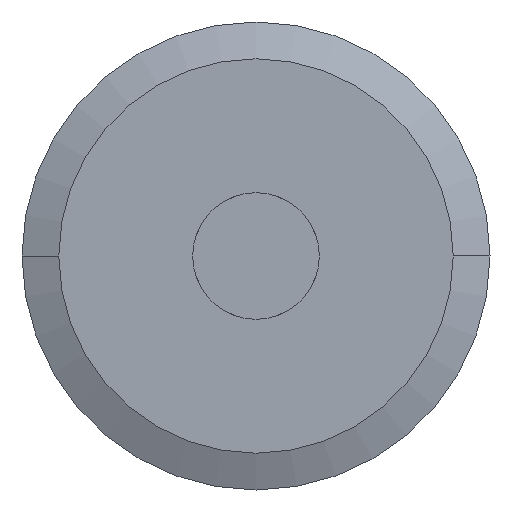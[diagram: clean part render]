
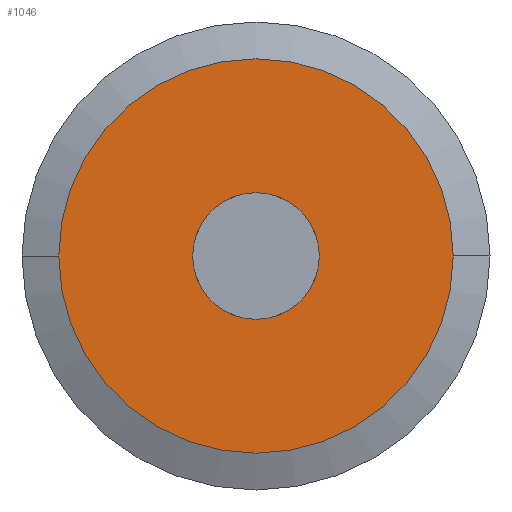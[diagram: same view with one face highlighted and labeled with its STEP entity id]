
A CAD part, front view. The second image highlights one B-rep face of the part: STEP entity #1046.
In plain terms, the highlighted planar face has unit normal (0, -1, 0).
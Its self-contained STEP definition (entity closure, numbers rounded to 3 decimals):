
#33 = ORIENTED_EDGE ( 'NONE', *, *, #1214, .F. ) ;
#45 = AXIS2_PLACEMENT_3D ( 'NONE', #863, #370, #761 ) ;
#58 = VERTEX_POINT ( 'NONE', #871 ) ;
#74 = CARTESIAN_POINT ( 'NONE',  ( -6.698, 3.85, 0. ) ) ;
#84 = PLANE ( 'NONE',  #1005 ) ;
#91 = EDGE_CURVE ( 'NONE', #1153, #58, #1223, .T. ) ;
#101 = EDGE_CURVE ( 'NONE', #925, #517, #666, .T. ) ;
#161 = EDGE_LOOP ( 'NONE', ( #873, #33 ) ) ;
#177 = FACE_OUTER_BOUND ( 'NONE', #161, .T. ) ;
#187 = CARTESIAN_POINT ( 'NONE',  ( 6.698, 3.85, 0. ) ) ;
#269 = CARTESIAN_POINT ( 'NONE',  ( 0., 3.85, 0. ) ) ;
#370 = DIRECTION ( 'NONE',  ( 0., 1., 0. ) ) ;
#388 = DIRECTION ( 'NONE',  ( 0., 1., 0. ) ) ;
#415 = ORIENTED_EDGE ( 'NONE', *, *, #91, .T. ) ;
#466 = DIRECTION ( 'NONE',  ( 0., 1., 0. ) ) ;
#470 = CARTESIAN_POINT ( 'NONE',  ( 2.15, 3.85, 0. ) ) ;
#499 = AXIS2_PLACEMENT_3D ( 'NONE', #269, #466, #550 ) ;
#517 = VERTEX_POINT ( 'NONE', #187 ) ;
#550 = DIRECTION ( 'NONE',  ( -1., 0., 0. ) ) ;
#553 = DIRECTION ( 'NONE',  ( -1., 0., 0. ) ) ;
#562 = FACE_BOUND ( 'NONE', #1160, .T. ) ;
#565 = CIRCLE ( 'NONE', #1109, 2.15 ) ;
#571 = DIRECTION ( 'NONE',  ( 0., 1., 0. ) ) ;
#608 = AXIS2_PLACEMENT_3D ( 'NONE', #767, #388, #980 ) ;
#655 = CARTESIAN_POINT ( 'NONE',  ( 0., 3.85, 0. ) ) ;
#661 = ORIENTED_EDGE ( 'NONE', *, *, #1015, .T. ) ;
#666 = CIRCLE ( 'NONE', #45, 6.698 ) ;
#761 = DIRECTION ( 'NONE',  ( -1., 0., 0. ) ) ;
#767 = CARTESIAN_POINT ( 'NONE',  ( 0., 3.85, 0. ) ) ;
#822 = CARTESIAN_POINT ( 'NONE',  ( 0., 3.85, 2.15 ) ) ;
#863 = CARTESIAN_POINT ( 'NONE',  ( 0., 3.85, 0. ) ) ;
#871 = CARTESIAN_POINT ( 'NONE',  ( 0., 3.85, -2.15 ) ) ;
#873 = ORIENTED_EDGE ( 'NONE', *, *, #101, .F. ) ;
#884 = DIRECTION ( 'NONE',  ( -1., 0., 0. ) ) ;
#925 = VERTEX_POINT ( 'NONE', #74 ) ;
#980 = DIRECTION ( 'NONE',  ( -1., 0., 0. ) ) ;
#1005 = AXIS2_PLACEMENT_3D ( 'NONE', #470, #1068, #884 ) ;
#1015 = EDGE_CURVE ( 'NONE', #58, #1153, #565, .T. ) ;
#1046 = ADVANCED_FACE ( 'NONE', ( #177, #562 ), #84, .F. ) ;
#1068 = DIRECTION ( 'NONE',  ( 0., 1., 0. ) ) ;
#1109 = AXIS2_PLACEMENT_3D ( 'NONE', #655, #571, #553 ) ;
#1153 = VERTEX_POINT ( 'NONE', #822 ) ;
#1160 = EDGE_LOOP ( 'NONE', ( #415, #661 ) ) ;
#1179 = CIRCLE ( 'NONE', #608, 6.698 ) ;
#1214 = EDGE_CURVE ( 'NONE', #517, #925, #1179, .T. ) ;
#1223 = CIRCLE ( 'NONE', #499, 2.15 ) ;
